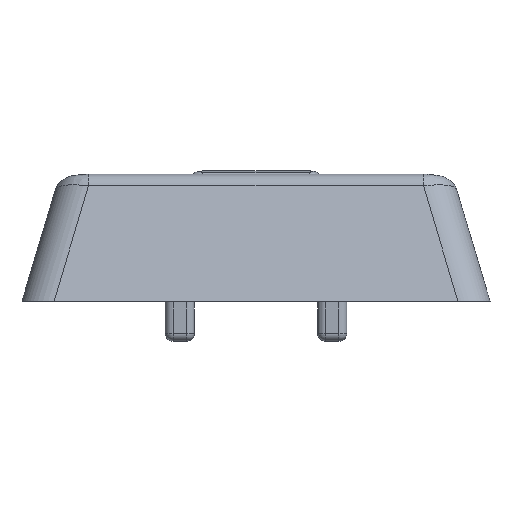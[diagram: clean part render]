
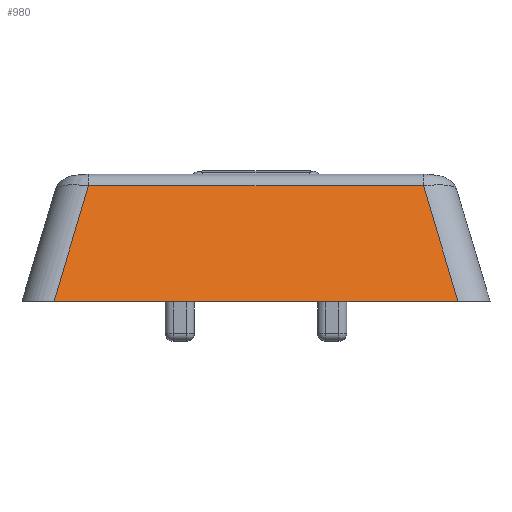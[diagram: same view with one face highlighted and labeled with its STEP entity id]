
A CAD part, front view. The second image highlights one B-rep face of the part: STEP entity #980.
In plain terms, the highlighted planar face has unit normal (0, -0.958, 0.287).
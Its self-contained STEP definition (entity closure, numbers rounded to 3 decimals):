
#879=CARTESIAN_POINT('',(28.447,-133.25,-2.5));
#880=VERTEX_POINT('',#879);
#881=CARTESIAN_POINT('',(43.553,-133.25,-2.5));
#882=VERTEX_POINT('',#881);
#883=CARTESIAN_POINT('',(28.447,-133.25,-2.5));
#884=DIRECTION('',(1.,-0.,-0.));
#885=VECTOR('',#884,15.105);
#886=LINE('',#883,#885);
#887=EDGE_CURVE('',#880,#882,#886,.T.);
#950=CARTESIAN_POINT('',(36.,-132.569,-0.229));
#951=DIRECTION('',(-0.,-0.958,0.287));
#952=DIRECTION('',(0.,0.287,0.958));
#953=AXIS2_PLACEMENT_3D('',#950,#951,#952);
#954=PLANE('',#953);
#955=CARTESIAN_POINT('',(42.261,-131.958,1.806));
#956=VERTEX_POINT('',#955);
#957=CARTESIAN_POINT('',(43.553,-133.25,-2.5));
#958=DIRECTION('',(-0.276,0.276,0.921));
#959=VECTOR('',#958,4.678);
#960=LINE('',#957,#959);
#961=EDGE_CURVE('',#882,#956,#960,.T.);
#962=ORIENTED_EDGE('',*,*,#961,.T.);
#963=CARTESIAN_POINT('',(29.739,-131.958,1.806));
#964=VERTEX_POINT('',#963);
#965=CARTESIAN_POINT('',(42.261,-131.958,1.806));
#966=DIRECTION('',(-1.,0.,0.));
#967=VECTOR('',#966,12.522);
#968=LINE('',#965,#967);
#969=EDGE_CURVE('',#956,#964,#968,.T.);
#970=ORIENTED_EDGE('',*,*,#969,.T.);
#971=CARTESIAN_POINT('',(29.739,-131.958,1.806));
#972=DIRECTION('',(-0.276,-0.276,-0.921));
#973=VECTOR('',#972,4.678);
#974=LINE('',#971,#973);
#975=EDGE_CURVE('',#964,#880,#974,.T.);
#976=ORIENTED_EDGE('',*,*,#975,.T.);
#977=ORIENTED_EDGE('',*,*,#887,.T.);
#978=EDGE_LOOP('',(#962,#970,#976,#977));
#979=FACE_BOUND('',#978,.T.);
#980=ADVANCED_FACE('',(#979),#954,.T.);
